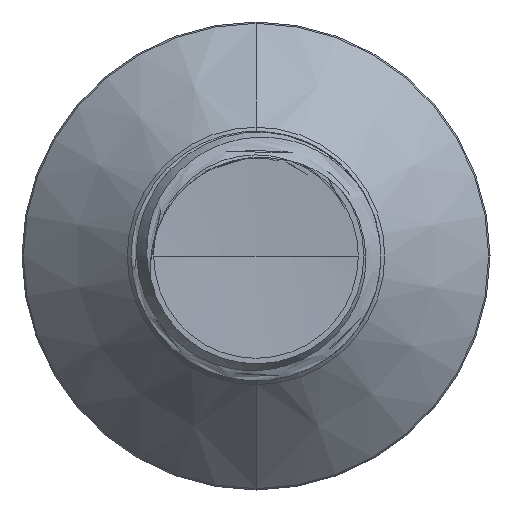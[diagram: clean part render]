
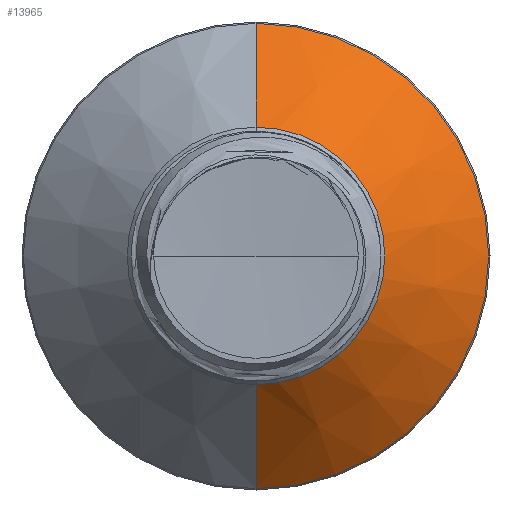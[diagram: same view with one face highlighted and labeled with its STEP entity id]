
A CAD part, front view. The second image highlights one B-rep face of the part: STEP entity #13965.
In plain terms, the highlighted conical face has half-angle 45 degrees and reference radius 2.064 mm.
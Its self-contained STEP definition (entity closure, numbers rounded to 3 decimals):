
#369 = EDGE_CURVE ( 'NONE', #801, #12805, #21813, .T. ) ;
#801 = VERTEX_POINT ( 'NONE', #4256 ) ;
#1158 = DIRECTION ( 'NONE',  ( 0., 0., 1. ) ) ;
#2875 = CONICAL_SURFACE ( 'NONE', #13967, 2.064, 0.785 ) ;
#2980 = EDGE_CURVE ( 'NONE', #12805, #11955, #5144, .T. ) ;
#3510 = FACE_OUTER_BOUND ( 'NONE', #5704, .T. ) ;
#4094 = DIRECTION ( 'NONE',  ( 0., 0.707, -0.707 ) ) ;
#4256 = CARTESIAN_POINT ( 'NONE',  ( 0., 8.193, 2.064 ) ) ;
#4306 = EDGE_CURVE ( 'NONE', #23389, #11955, #24801, .T. ) ;
#5063 = CARTESIAN_POINT ( 'NONE',  ( 0., 9.857, -3.728 ) ) ;
#5144 = CIRCLE ( 'NONE', #10431, 3.728 ) ;
#5614 = EDGE_CURVE ( 'NONE', #801, #23389, #8438, .T. ) ;
#5704 = EDGE_LOOP ( 'NONE', ( #18586, #23685, #8871, #19194 ) ) ;
#8291 = DIRECTION ( 'NONE',  ( 0., 1., 0. ) ) ;
#8438 = CIRCLE ( 'NONE', #10290, 2.064 ) ;
#8871 = ORIENTED_EDGE ( 'NONE', *, *, #2980, .F. ) ;
#9471 = CARTESIAN_POINT ( 'NONE',  ( 0., 8.193, 2.064 ) ) ;
#9983 = VECTOR ( 'NONE', #4094, 1000. ) ;
#10290 = AXIS2_PLACEMENT_3D ( 'NONE', #19907, #8291, #21829 ) ;
#10431 = AXIS2_PLACEMENT_3D ( 'NONE', #24381, #12841, #1158 ) ;
#11523 = CARTESIAN_POINT ( 'NONE',  ( 0., 8.193, -2.064 ) ) ;
#11955 = VERTEX_POINT ( 'NONE', #5063 ) ;
#12252 = CARTESIAN_POINT ( 'NONE',  ( 0., 9.857, 3.728 ) ) ;
#12805 = VERTEX_POINT ( 'NONE', #12252 ) ;
#12841 = DIRECTION ( 'NONE',  ( 0., 1., 0. ) ) ;
#13639 = DIRECTION ( 'NONE',  ( 0., 0.707, 0.707 ) ) ;
#13965 = ADVANCED_FACE ( 'NONE', ( #3510 ), #2875, .T. ) ;
#13967 = AXIS2_PLACEMENT_3D ( 'NONE', #22003, #20075, #23942 ) ;
#16736 = VECTOR ( 'NONE', #13639, 1000. ) ;
#18586 = ORIENTED_EDGE ( 'NONE', *, *, #5614, .T. ) ;
#19194 = ORIENTED_EDGE ( 'NONE', *, *, #369, .F. ) ;
#19907 = CARTESIAN_POINT ( 'NONE',  ( 0., 8.193, 0. ) ) ;
#20075 = DIRECTION ( 'NONE',  ( 0., 1., 0. ) ) ;
#21813 = LINE ( 'NONE', #9471, #16736 ) ;
#21829 = DIRECTION ( 'NONE',  ( 0., 0., 1. ) ) ;
#22003 = CARTESIAN_POINT ( 'NONE',  ( 0., 8.193, 0. ) ) ;
#23213 = CARTESIAN_POINT ( 'NONE',  ( 0., 8.193, -2.064 ) ) ;
#23389 = VERTEX_POINT ( 'NONE', #11523 ) ;
#23685 = ORIENTED_EDGE ( 'NONE', *, *, #4306, .T. ) ;
#23942 = DIRECTION ( 'NONE',  ( 0., 0., 1. ) ) ;
#24381 = CARTESIAN_POINT ( 'NONE',  ( 0., 9.857, 0. ) ) ;
#24801 = LINE ( 'NONE', #23213, #9983 ) ;
